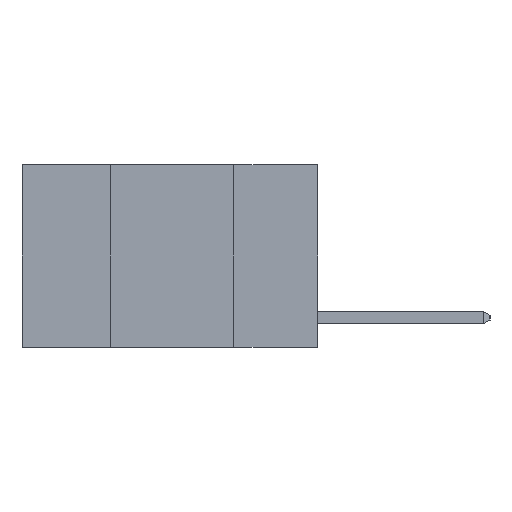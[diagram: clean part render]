
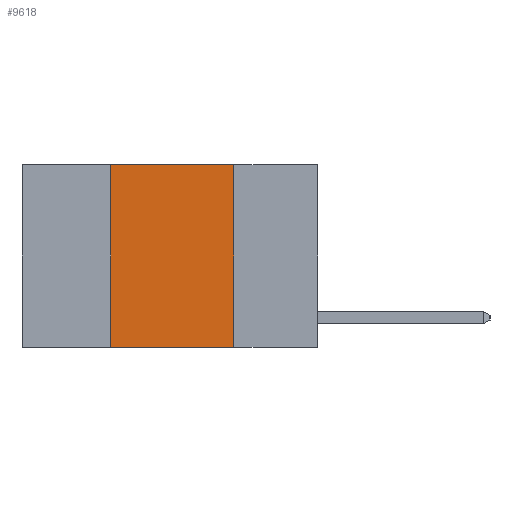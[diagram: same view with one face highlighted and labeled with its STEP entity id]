
A CAD part, left-side view. The second image highlights one B-rep face of the part: STEP entity #9618.
In plain terms, the highlighted planar face has unit normal (-1, 0, 0).
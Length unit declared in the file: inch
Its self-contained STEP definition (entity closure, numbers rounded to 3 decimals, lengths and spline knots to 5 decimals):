
#121 = CARTESIAN_POINT ( 'NONE',  ( 0., 0.6, 0. ) ) ;
#308 = CARTESIAN_POINT ( 'NONE',  ( 0., 0.42, 0. ) ) ;
#964 = DIRECTION ( 'NONE',  ( 0., 0., -1. ) ) ;
#1070 = EDGE_CURVE ( 'NONE', #3247, #2114, #9978, .T. ) ;
#1612 = CARTESIAN_POINT ( 'NONE',  ( 0., 0.42, -0.37 ) ) ;
#1742 = EDGE_LOOP ( 'NONE', ( #9818, #3659, #6035, #8193 ) ) ;
#2114 = VERTEX_POINT ( 'NONE', #8223 ) ;
#2475 = LINE ( 'NONE', #9773, #8654 ) ;
#3240 = LINE ( 'NONE', #6212, #5104 ) ;
#3247 = VERTEX_POINT ( 'NONE', #1612 ) ;
#3659 = ORIENTED_EDGE ( 'NONE', *, *, #9477, .F. ) ;
#3723 = EDGE_CURVE ( 'NONE', #3247, #9753, #3240, .T. ) ;
#4100 = DIRECTION ( 'NONE',  ( 0., 0., -1. ) ) ;
#4243 = EDGE_CURVE ( 'NONE', #10234, #2114, #2475, .T. ) ;
#4510 = AXIS2_PLACEMENT_3D ( 'NONE', #121, #5712, #964 ) ;
#4901 = PLANE ( 'NONE',  #4510 ) ;
#5104 = VECTOR ( 'NONE', #5421, 39.37008 ) ;
#5421 = DIRECTION ( 'NONE',  ( 0., 0., 1. ) ) ;
#5570 = CARTESIAN_POINT ( 'NONE',  ( 0., 0.6, 0. ) ) ;
#5712 = DIRECTION ( 'NONE',  ( 1., 0., 0. ) ) ;
#5889 = CARTESIAN_POINT ( 'NONE',  ( 0., 0.6, -0.37 ) ) ;
#6035 = ORIENTED_EDGE ( 'NONE', *, *, #3723, .F. ) ;
#6212 = CARTESIAN_POINT ( 'NONE',  ( 0., 0.42, 0. ) ) ;
#6406 = DIRECTION ( 'NONE',  ( 0., -1., 0. ) ) ;
#6416 = DIRECTION ( 'NONE',  ( 0., -1., 0. ) ) ;
#8192 = VECTOR ( 'NONE', #6406, 39.37008 ) ;
#8193 = ORIENTED_EDGE ( 'NONE', *, *, #1070, .T. ) ;
#8223 = CARTESIAN_POINT ( 'NONE',  ( 0., 0.17, -0.37 ) ) ;
#8654 = VECTOR ( 'NONE', #4100, 39.37008 ) ;
#9311 = FACE_OUTER_BOUND ( 'NONE', #1742, .T. ) ;
#9406 = CARTESIAN_POINT ( 'NONE',  ( 0., 0.17, 0. ) ) ;
#9477 = EDGE_CURVE ( 'NONE', #9753, #10234, #10325, .T. ) ;
#9618 = ADVANCED_FACE ( 'NONE', ( #9311 ), #4901, .F. ) ;
#9708 = VECTOR ( 'NONE', #6416, 39.37008 ) ;
#9753 = VERTEX_POINT ( 'NONE', #308 ) ;
#9773 = CARTESIAN_POINT ( 'NONE',  ( 0., 0.17, 0. ) ) ;
#9818 = ORIENTED_EDGE ( 'NONE', *, *, #4243, .F. ) ;
#9978 = LINE ( 'NONE', #5889, #9708 ) ;
#10234 = VERTEX_POINT ( 'NONE', #9406 ) ;
#10325 = LINE ( 'NONE', #5570, #8192 ) ;
